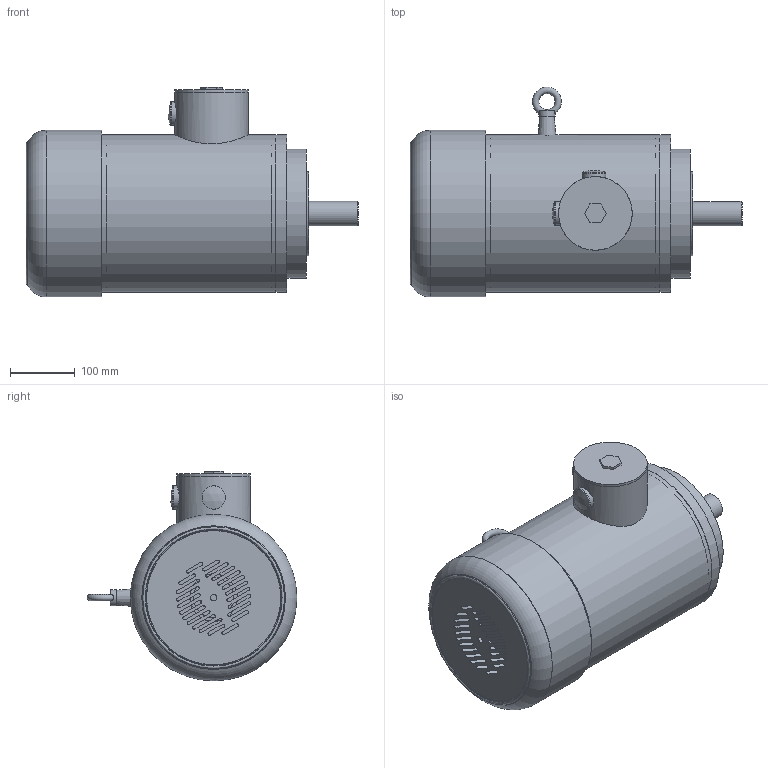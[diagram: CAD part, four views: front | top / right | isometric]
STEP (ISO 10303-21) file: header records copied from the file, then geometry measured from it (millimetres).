
FILE_DESCRIPTION(('Bauteilbeschreibung','HiCAD-Model','HiCAD-STEP-TRANSLATION','Bauteilbeschreibung'),'2;1');
FILE_NAME('TEFC 132 SB-2 B14 FT165 7,5KW.STP','2012-01-11T10:21:29+00:00',('Konstrukteur'),('Konstrukteur Firma GmbH'),' HiCAD 2010, Step 1502.0 ','HiCAD 2010','confidential');
FILE_SCHEMA(('AUTOMOTIVE_DESIGN { 1 2 10303 214 0 1 1 1 }'));
Length unit declared in the file: millimetre
Products named in the file (16): TEFC 132 SB_2 B14 FT165 7_5KW; BLINDVERSCHRAUBUNG; BLINDVERSCHRAUBUNG0; WELLE 90L_2; ROTATIONSTEIL_1; GEH_USE_KLKA; KLEMMKASTEN; KLEMMKASTEN0; KLKA_DECKEL; GEH_USE _ 244; B_SCHILD; ROTATIONSTEIL_0; M10 DIN 580_SCHRAUBEN VERSCHIE; HAUBE _258; FLANSCH B14; ROTATIONSTEIL00
Assembly tree (15 placements, depth 4):
  TEFC 132 SB_2 B14 FT165 7_5KW
    BLINDVERSCHRAUBUNG
    BLINDVERSCHRAUBUNG0
    WELLE 90L_2
      ROTATIONSTEIL_1
    GEH_USE_KLKA
      KLEMMKASTEN
      KLEMMKASTEN0
        KLKA_DECKEL
      GEH_USE _ 244
    B_SCHILD
      ROTATIONSTEIL_0
    M10 DIN 580_SCHRAUBEN VERSCHIE
    HAUBE _258
    FLANSCH B14
      ROTATIONSTEIL00
Bounding box: 513.99 x 324.98 x 325 mm (x, y, z)
Volume: 2014447.8 mm3; surface area: 1131898.6 mm2
Topology: 10 solids, 10 shells, 254 faces, 590 edges, 391 vertices
Faces by surface type: plane 117, cylinder 110, cone 14, torus 11, sphere 2
Full cylindrical faces by diameter (mm): 8.16 x1, 10 x5, 25 x1, 30 x4, 36 x4, 38 x1, 38.8 x1, 42 x2, 47 x1, 62 x2, 70 x1, 74 x1, 76 x1, 80 x2, 90 x1, 91 x1, 96 x1, 102 x1, 104 x1, 106 x2, 114 x2, 120 x1, 130 x1, 200 x1, 228 x1, 230 x1, 235.2 x1, 236.6 x1, 239 x1, 240 x4
Entity records: 14758 total; most frequent: CARTESIAN_POINT 6276, DIRECTION 1267, ORIENTED_EDGE 974, AXIS2_PLACEMENT_3D 516, EDGE_CURVE 487, COLOUR_RGB 486, PRESENTATION_STYLE_ASSIGNMENT 486, OVER_RIDING_STYLED_ITEM 476
